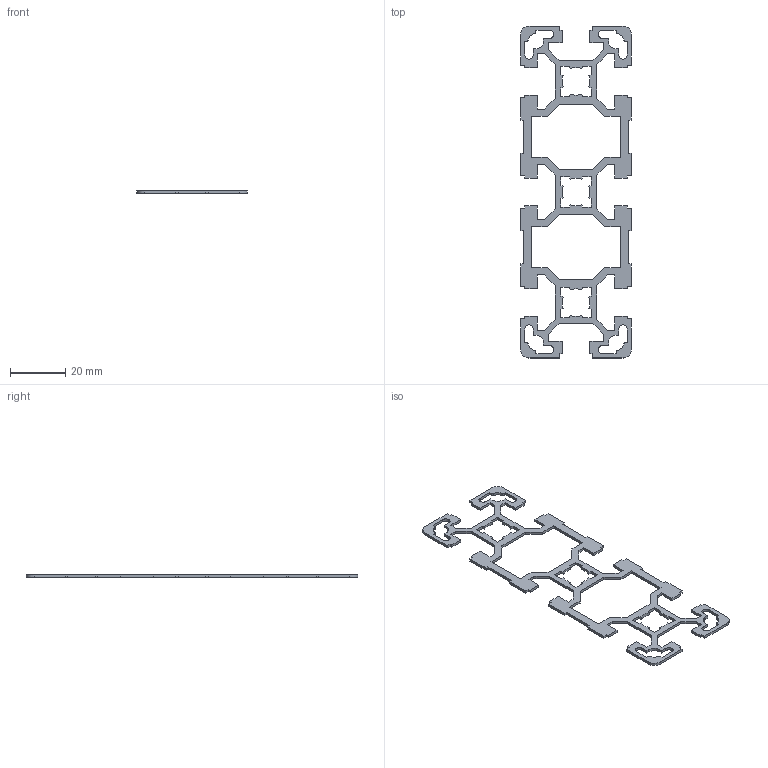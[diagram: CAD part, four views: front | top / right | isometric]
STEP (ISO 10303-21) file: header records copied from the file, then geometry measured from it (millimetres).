
FILE_DESCRIPTION(/* description */ ('BSB Aluminum Profile 40x120-L'),/* implementation_level */ '2;1');
FILE_NAME(/* name */ '1007528.ipt.stp',/* time_stamp */ '2020-04-01T16:46:08+02:00',/* author */ ('davee'),/* organization */ (''),/* preprocessor_version */ 'ST-DEVELOPER v16.5',/* originating_system */ 'Autodesk Inventor 2017',/* authorisation */ '');
FILE_SCHEMA (('AUTOMOTIVE_DESIGN { 1 0 10303 214 3 1 1 }'));
Length unit declared in the file: millimetre
Products named in the file (1): 1007528
Bounding box: 40 x 120 x 1 mm (x, y, z)
Volume: 1539.2 mm3; surface area: 4222.2 mm2
Topology: 1 solids, 1 shells, 278 faces, 828 edges, 552 vertices
Faces by surface type: plane 238, cylinder 40
Entity records: 9287 total; most frequent: CARTESIAN_POINT 1659, ORIENTED_EDGE 1656, DIRECTION 1466, EDGE_CURVE 828, LINE 748, VECTOR 748, VERTEX_POINT 552, AXIS2_PLACEMENT_3D 359
